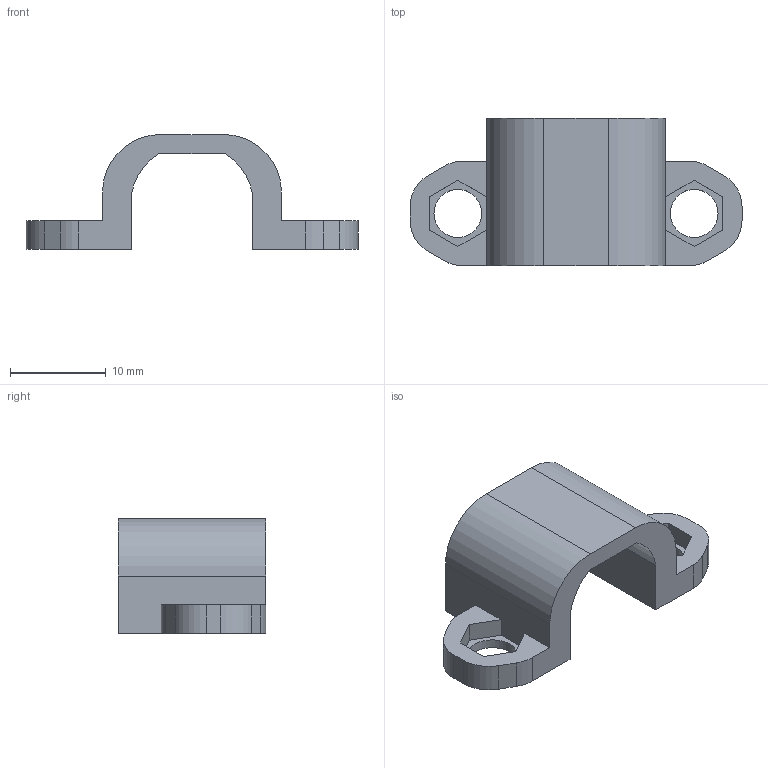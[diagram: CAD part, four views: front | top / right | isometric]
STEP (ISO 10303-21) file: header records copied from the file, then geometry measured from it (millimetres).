
FILE_DESCRIPTION(/* description */ (''),/* implementation_level */ '2;1');
FILE_NAME(/* name */ 'Зажм двигателя.stp',/* time_stamp */ '2025-02-10T21:08:05+03:00',/* author */ ('s3dok'),/* organization */ (''),/* preprocessor_version */ 'ST-DEVELOPER v18.1',/* originating_system */ 'Autodesk Inventor 2022',/* authorisation */ '');
FILE_SCHEMA (('AUTOMOTIVE_DESIGN { 1 0 10303 214 3 1 1 }'));
Length unit declared in the file: millimetre
Products named in the file (1): Зажм двигателя
Bounding box: 34.7 x 15.4 x 12 mm (x, y, z)
Volume: 1674 mm3; surface area: 1699.1 mm2
Topology: 1 solids, 1 shells, 48 faces, 138 edges, 92 vertices
Faces by surface type: plane 34, cylinder 14
Full cylindrical faces by diameter (mm): 5 x2
Entity records: 1619 total; most frequent: CARTESIAN_POINT 279, ORIENTED_EDGE 276, DIRECTION 264, EDGE_CURVE 138, LINE 110, VECTOR 110, VERTEX_POINT 92, AXIS2_PLACEMENT_3D 77
